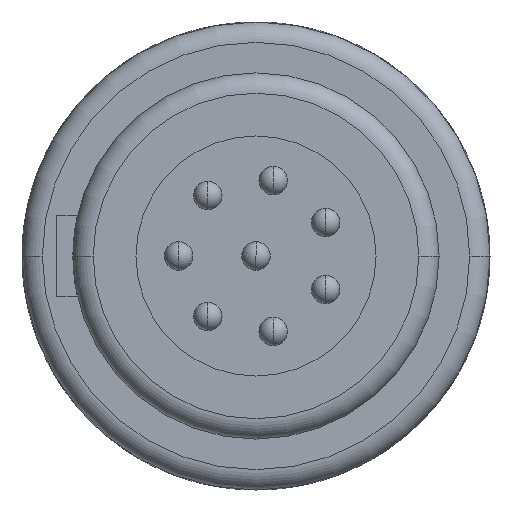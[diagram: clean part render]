
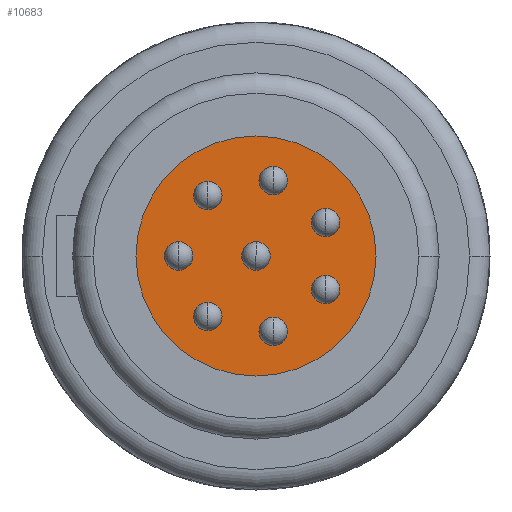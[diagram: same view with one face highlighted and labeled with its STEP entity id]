
A CAD part, left-side view. The second image highlights one B-rep face of the part: STEP entity #10683.
In plain terms, the highlighted planar face has unit normal (-1, 0, 0).
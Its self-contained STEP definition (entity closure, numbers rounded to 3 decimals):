
#3320=CARTESIAN_POINT('',(-3.,0.,0.));
#3321=DIRECTION('',(-1.,0.,0.));
#3322=DIRECTION('',(0.,1.,0.));
#3323=AXIS2_PLACEMENT_3D('',#3320,#3321,#3322);
#3338=CARTESIAN_POINT('',(-3.,0.,0.));
#3339=DIRECTION('',(-1.,0.,0.));
#3340=DIRECTION('',(0.,-1.,0.));
#3341=AXIS2_PLACEMENT_3D('',#3338,#3339,#3340);
#5069=CARTESIAN_POINT('',(-3.,1.9,0.));
#5070=DIRECTION('',(-1.,0.,0.));
#5071=DIRECTION('',(0.,0.,1.));
#5072=AXIS2_PLACEMENT_3D('',#5069,#5070,#5071);
#5074=CARTESIAN_POINT('',(-3.,1.9,0.));
#5075=DIRECTION('',(-1.,0.,0.));
#5076=DIRECTION('',(0.,0.,-1.));
#5077=AXIS2_PLACEMENT_3D('',#5074,#5075,#5076);
#5079=CARTESIAN_POINT('',(-3.,1.185,1.485));
#5080=DIRECTION('',(-1.,0.,0.));
#5081=DIRECTION('',(0.,0.,1.));
#5082=AXIS2_PLACEMENT_3D('',#5079,#5080,#5081);
#5084=CARTESIAN_POINT('',(-3.,1.185,1.485));
#5085=DIRECTION('',(-1.,0.,0.));
#5086=DIRECTION('',(0.,0.,-1.));
#5087=AXIS2_PLACEMENT_3D('',#5084,#5085,#5086);
#5089=CARTESIAN_POINT('',(-3.,-0.423,1.852));
#5090=DIRECTION('',(-1.,0.,0.));
#5091=DIRECTION('',(0.,0.,1.));
#5092=AXIS2_PLACEMENT_3D('',#5089,#5090,#5091);
#5094=CARTESIAN_POINT('',(-3.,-0.423,1.852));
#5095=DIRECTION('',(-1.,0.,0.));
#5096=DIRECTION('',(0.,0.,-1.));
#5097=AXIS2_PLACEMENT_3D('',#5094,#5095,#5096);
#5099=CARTESIAN_POINT('',(-3.,-1.712,0.824));
#5100=DIRECTION('',(-1.,0.,0.));
#5101=DIRECTION('',(0.,0.,1.));
#5102=AXIS2_PLACEMENT_3D('',#5099,#5100,#5101);
#5104=CARTESIAN_POINT('',(-3.,-1.712,0.824));
#5105=DIRECTION('',(-1.,0.,0.));
#5106=DIRECTION('',(0.,0.,-1.));
#5107=AXIS2_PLACEMENT_3D('',#5104,#5105,#5106);
#5109=CARTESIAN_POINT('',(-3.,-1.712,-0.824));
#5110=DIRECTION('',(-1.,0.,0.));
#5111=DIRECTION('',(0.,0.,1.));
#5112=AXIS2_PLACEMENT_3D('',#5109,#5110,#5111);
#5114=CARTESIAN_POINT('',(-3.,-1.712,-0.824));
#5115=DIRECTION('',(-1.,0.,0.));
#5116=DIRECTION('',(0.,0.,-1.));
#5117=AXIS2_PLACEMENT_3D('',#5114,#5115,#5116);
#5119=CARTESIAN_POINT('',(-3.,-0.423,-1.852));
#5120=DIRECTION('',(-1.,0.,0.));
#5121=DIRECTION('',(0.,0.,1.));
#5122=AXIS2_PLACEMENT_3D('',#5119,#5120,#5121);
#5124=CARTESIAN_POINT('',(-3.,-0.423,-1.852));
#5125=DIRECTION('',(-1.,0.,0.));
#5126=DIRECTION('',(0.,0.,-1.));
#5127=AXIS2_PLACEMENT_3D('',#5124,#5125,#5126);
#5129=CARTESIAN_POINT('',(-3.,1.185,-1.485));
#5130=DIRECTION('',(-1.,0.,0.));
#5131=DIRECTION('',(0.,0.,1.));
#5132=AXIS2_PLACEMENT_3D('',#5129,#5130,#5131);
#5134=CARTESIAN_POINT('',(-3.,1.185,-1.485));
#5135=DIRECTION('',(-1.,0.,0.));
#5136=DIRECTION('',(0.,0.,-1.));
#5137=AXIS2_PLACEMENT_3D('',#5134,#5135,#5136);
#5139=CARTESIAN_POINT('',(-3.,0.,0.));
#5140=DIRECTION('',(-1.,0.,0.));
#5141=DIRECTION('',(0.,0.,1.));
#5142=AXIS2_PLACEMENT_3D('',#5139,#5140,#5141);
#5144=CARTESIAN_POINT('',(-3.,0.,0.));
#5145=DIRECTION('',(-1.,0.,0.));
#5146=DIRECTION('',(0.,0.,-1.));
#5147=AXIS2_PLACEMENT_3D('',#5144,#5145,#5146);
#5748=CARTESIAN_POINT('',(-3.,1.9,0.35));
#5749=CARTESIAN_POINT('',(-3.,1.9,-0.35));
#5750=VERTEX_POINT('',#5748);
#5751=VERTEX_POINT('',#5749);
#5752=CARTESIAN_POINT('',(-3.,1.185,1.835));
#5753=CARTESIAN_POINT('',(-3.,1.185,1.135));
#5754=VERTEX_POINT('',#5752);
#5755=VERTEX_POINT('',#5753);
#5756=CARTESIAN_POINT('',(-3.,-0.423,2.202));
#5757=CARTESIAN_POINT('',(-3.,-0.423,1.502));
#5758=VERTEX_POINT('',#5756);
#5759=VERTEX_POINT('',#5757);
#5760=CARTESIAN_POINT('',(-3.,-1.712,1.174));
#5761=CARTESIAN_POINT('',(-3.,-1.712,0.474));
#5762=VERTEX_POINT('',#5760);
#5763=VERTEX_POINT('',#5761);
#5764=CARTESIAN_POINT('',(-3.,-1.712,-0.474));
#5765=CARTESIAN_POINT('',(-3.,-1.712,-1.174));
#5766=VERTEX_POINT('',#5764);
#5767=VERTEX_POINT('',#5765);
#5768=CARTESIAN_POINT('',(-3.,-0.423,-1.502));
#5769=CARTESIAN_POINT('',(-3.,-0.423,-2.202));
#5770=VERTEX_POINT('',#5768);
#5771=VERTEX_POINT('',#5769);
#5772=CARTESIAN_POINT('',(-3.,1.185,-1.135));
#5773=CARTESIAN_POINT('',(-3.,1.185,-1.835));
#5774=VERTEX_POINT('',#5772);
#5775=VERTEX_POINT('',#5773);
#5776=CARTESIAN_POINT('',(-3.,0.,0.35));
#5777=CARTESIAN_POINT('',(-3.,0.,-0.35));
#5778=VERTEX_POINT('',#5776);
#5779=VERTEX_POINT('',#5777);
#5972=CARTESIAN_POINT('',(-3.,-2.95,0.));
#5973=CARTESIAN_POINT('',(-3.,2.95,0.));
#5974=VERTEX_POINT('',#5972);
#5975=VERTEX_POINT('',#5973);
#10626=CARTESIAN_POINT('',(-3.,0.,0.));
#10627=DIRECTION('',(1.,0.,0.));
#10628=DIRECTION('',(0.,0.,-1.));
#10629=AXIS2_PLACEMENT_3D('',#10626,#10627,#10628);
#10630=PLANE('',#10629);
#10631=ORIENTED_EDGE('',*,*,#8264,.F.);
#10632=ORIENTED_EDGE('',*,*,#8221,.F.);
#10633=EDGE_LOOP('',(#10631,#10632));
#10634=FACE_OUTER_BOUND('',#10633,.F.);
#10636=ORIENTED_EDGE('',*,*,#10635,.T.);
#10638=ORIENTED_EDGE('',*,*,#10637,.T.);
#10639=EDGE_LOOP('',(#10636,#10638));
#10640=FACE_BOUND('',#10639,.F.);
#10642=ORIENTED_EDGE('',*,*,#10641,.T.);
#10644=ORIENTED_EDGE('',*,*,#10643,.T.);
#10645=EDGE_LOOP('',(#10642,#10644));
#10646=FACE_BOUND('',#10645,.F.);
#10648=ORIENTED_EDGE('',*,*,#10647,.T.);
#10650=ORIENTED_EDGE('',*,*,#10649,.T.);
#10651=EDGE_LOOP('',(#10648,#10650));
#10652=FACE_BOUND('',#10651,.F.);
#10654=ORIENTED_EDGE('',*,*,#10653,.T.);
#10656=ORIENTED_EDGE('',*,*,#10655,.T.);
#10657=EDGE_LOOP('',(#10654,#10656));
#10658=FACE_BOUND('',#10657,.F.);
#10660=ORIENTED_EDGE('',*,*,#10659,.T.);
#10662=ORIENTED_EDGE('',*,*,#10661,.T.);
#10663=EDGE_LOOP('',(#10660,#10662));
#10664=FACE_BOUND('',#10663,.F.);
#10666=ORIENTED_EDGE('',*,*,#10665,.T.);
#10668=ORIENTED_EDGE('',*,*,#10667,.T.);
#10669=EDGE_LOOP('',(#10666,#10668));
#10670=FACE_BOUND('',#10669,.F.);
#10672=ORIENTED_EDGE('',*,*,#10671,.T.);
#10674=ORIENTED_EDGE('',*,*,#10673,.T.);
#10675=EDGE_LOOP('',(#10672,#10674));
#10676=FACE_BOUND('',#10675,.F.);
#10678=ORIENTED_EDGE('',*,*,#10677,.T.);
#10680=ORIENTED_EDGE('',*,*,#10679,.T.);
#10681=EDGE_LOOP('',(#10678,#10680));
#10682=FACE_BOUND('',#10681,.F.);
#3324=CIRCLE('',#3323,2.95);
#3342=CIRCLE('',#3341,2.95);
#5073=CIRCLE('',#5072,0.35);
#5078=CIRCLE('',#5077,0.35);
#5083=CIRCLE('',#5082,0.35);
#5088=CIRCLE('',#5087,0.35);
#5093=CIRCLE('',#5092,0.35);
#5098=CIRCLE('',#5097,0.35);
#5103=CIRCLE('',#5102,0.35);
#5108=CIRCLE('',#5107,0.35);
#5113=CIRCLE('',#5112,0.35);
#5118=CIRCLE('',#5117,0.35);
#5123=CIRCLE('',#5122,0.35);
#5128=CIRCLE('',#5127,0.35);
#5133=CIRCLE('',#5132,0.35);
#5138=CIRCLE('',#5137,0.35);
#5143=CIRCLE('',#5142,0.35);
#5148=CIRCLE('',#5147,0.35);
#8221=EDGE_CURVE('',#5975,#5974,#3324,.T.);
#8264=EDGE_CURVE('',#5974,#5975,#3342,.T.);
#10635=EDGE_CURVE('',#5750,#5751,#5073,.T.);
#10637=EDGE_CURVE('',#5751,#5750,#5078,.T.);
#10641=EDGE_CURVE('',#5754,#5755,#5083,.T.);
#10643=EDGE_CURVE('',#5755,#5754,#5088,.T.);
#10647=EDGE_CURVE('',#5758,#5759,#5093,.T.);
#10649=EDGE_CURVE('',#5759,#5758,#5098,.T.);
#10653=EDGE_CURVE('',#5762,#5763,#5103,.T.);
#10655=EDGE_CURVE('',#5763,#5762,#5108,.T.);
#10659=EDGE_CURVE('',#5766,#5767,#5113,.T.);
#10661=EDGE_CURVE('',#5767,#5766,#5118,.T.);
#10665=EDGE_CURVE('',#5770,#5771,#5123,.T.);
#10667=EDGE_CURVE('',#5771,#5770,#5128,.T.);
#10671=EDGE_CURVE('',#5774,#5775,#5133,.T.);
#10673=EDGE_CURVE('',#5775,#5774,#5138,.T.);
#10677=EDGE_CURVE('',#5778,#5779,#5143,.T.);
#10679=EDGE_CURVE('',#5779,#5778,#5148,.T.);
#10683=ADVANCED_FACE('',(#10634,#10640,#10646,#10652,#10658,#10664,#10670,
#10676,#10682),#10630,.F.);
